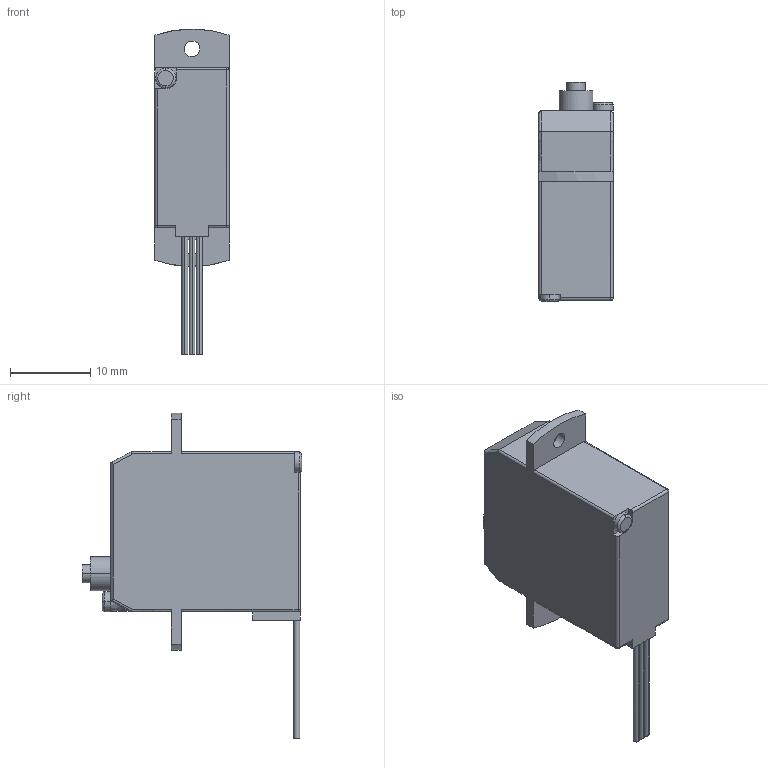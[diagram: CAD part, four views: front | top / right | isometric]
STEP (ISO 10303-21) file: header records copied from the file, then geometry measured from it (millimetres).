
FILE_DESCRIPTION(('FreeCAD Model'),'2;1');
FILE_NAME('Open CASCADE Shape Model','2025-04-27T05:48:31',('FreeCAD'),( 'FreeCAD'),'Open CASCADE STEP processor 7.6','FreeCAD','Unknown');
FILE_SCHEMA(('AUTOMOTIVE_DESIGN { 1 0 10303 214 1 1 1 1 }'));
Length unit declared in the file: millimetre
Products named in the file (1): Open CASCADE STEP translator 7.6 1
Bounding box: 9.25 x 27.34 x 40.62 mm (x, y, z)
Volume: 4522.1 mm3; surface area: 2084.7 mm2
Topology: 1 solids, 1 shells, 80 faces, 191 edges, 120 vertices
Faces by surface type: bspline 80
Entity records: 2381 total; most frequent: CARTESIAN_POINT 1265, ORIENTED_EDGE 382, EDGE_CURVE 191, VERTEX_POINT 120, B_SPLINE_CURVE_WITH_KNOTS 112, FACE_BOUND 91, EDGE_LOOP 91, ADVANCED_FACE 80
